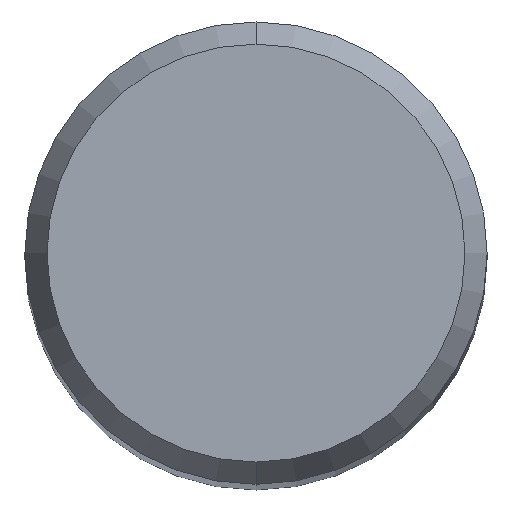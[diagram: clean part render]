
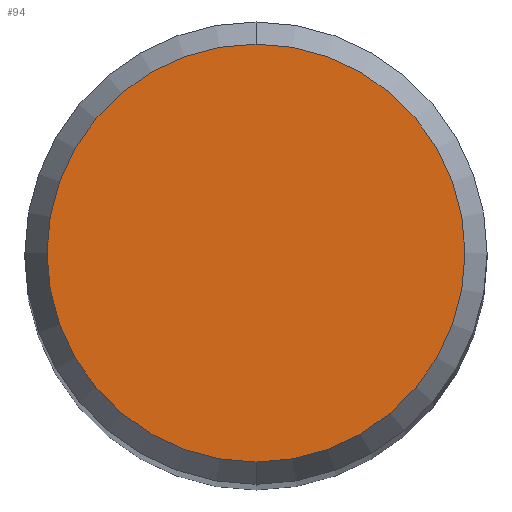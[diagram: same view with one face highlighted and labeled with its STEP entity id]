
A CAD part, top view. The second image highlights one B-rep face of the part: STEP entity #94.
In plain terms, the highlighted planar face has unit normal (0, 0, 1).
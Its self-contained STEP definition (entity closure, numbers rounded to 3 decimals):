
#92=VERTEX_POINT('',#229);
#94=ADVANCED_FACE('',(#231),#232,.T.);
#106=EDGE_CURVE('',#126,#92,#245,.T.);
#126=VERTEX_POINT('',#268);
#128=EDGE_CURVE('',#92,#126,#270,.T.);
#229=CARTESIAN_POINT('',(0.,-2.158,0.01));
#231=FACE_OUTER_BOUND('',#376,.T.);
#232=PLANE('',#377);
#245=CIRCLE('',#394,2.158);
#268=CARTESIAN_POINT('',(0.0,2.158,0.01));
#270=CIRCLE('',#425,2.158);
#376=EDGE_LOOP('',(#543,#544));
#377=AXIS2_PLACEMENT_3D('',#545,#546,#547);
#394=AXIS2_PLACEMENT_3D('',#560,#561,#562);
#425=AXIS2_PLACEMENT_3D('',#597,#598,#599);
#543=ORIENTED_EDGE('',*,*,#106,.F.);
#544=ORIENTED_EDGE('',*,*,#128,.F.);
#545=CARTESIAN_POINT('',(0.0,1.079,0.01));
#546=DIRECTION('',(-0.0,0.0,1.0));
#547=DIRECTION('',(0.0,-1.0,0.0));
#560=CARTESIAN_POINT('',(0.0,0.0,0.01));
#561=DIRECTION('',(0.0,0.0,-1.0));
#562=DIRECTION('',(0.0,1.0,0.0));
#597=CARTESIAN_POINT('',(0.0,0.0,0.01));
#598=DIRECTION('',(0.0,0.0,-1.0));
#599=DIRECTION('',(0.0,1.0,0.0));
